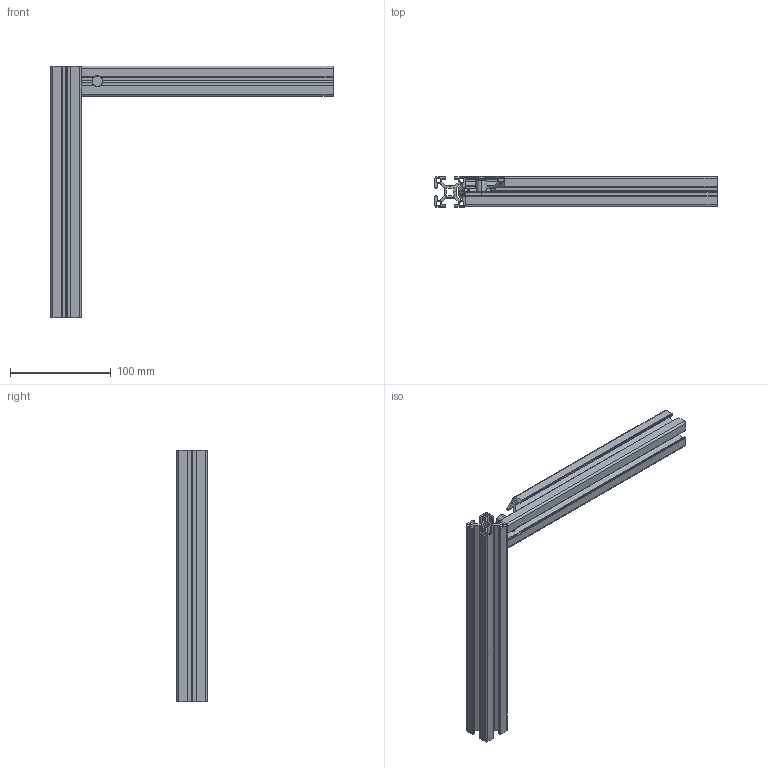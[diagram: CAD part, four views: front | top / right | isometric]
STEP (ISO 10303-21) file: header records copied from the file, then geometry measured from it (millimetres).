
FILE_DESCRIPTION (( 'STEP AP203' ), '1' );
FILE_NAME ('ÁÑ 8 ïàç óíèâåðñàë.STEP', '2023-01-25T07:00:04', ( '' ), ( '' ), 'SwSTEP 2.0', 'SolidWorks 2022', '' );
FILE_SCHEMA (( 'CONFIG_CONTROL_DESIGN' ));
Length unit declared in the file: millimetre
Products named in the file (7): _____ ____________ _8 ___ 6.5.STEP; БС 8 паз универсал; БС 30х30_01; ____.STEP; БЫСТРЫЙ СОЕДИНИТЕЛЬ. ПАЗ 8. КРУГЛАЯ ШЛЯПКА.STEP; ____ _8 _ 10.STEP; БС 30х30
Assembly tree (6 placements, depth 3):
  БС 8 паз универсал
    БС 30х30
    БС 30х30_01
    БЫСТРЫЙ СОЕДИНИТЕЛЬ. ПАЗ 8. КРУГЛАЯ ШЛЯПКА.STEP
      ____.STEP
      _____ ____________ _8 ___ 6.5.STEP
      ____ _8 _ 10.STEP
Bounding box: 280 x 30 x 250 mm (x, y, z)
Volume: 155822.3 mm3; surface area: 165594.4 mm2
Topology: 5 solids, 5 shells, 515 faces, 1498 edges, 991 vertices
Faces by surface type: cylinder 247, plane 237, bspline 15, cone 12, torus 4
Entity records: 24151 total; most frequent: CARTESIAN_POINT 9796, ORIENTED_EDGE 2992, DIRECTION 2784, EDGE_CURVE 1496, VERTEX_POINT 991, AXIS2_PLACEMENT_3D 942, LINE 900, VECTOR 900
